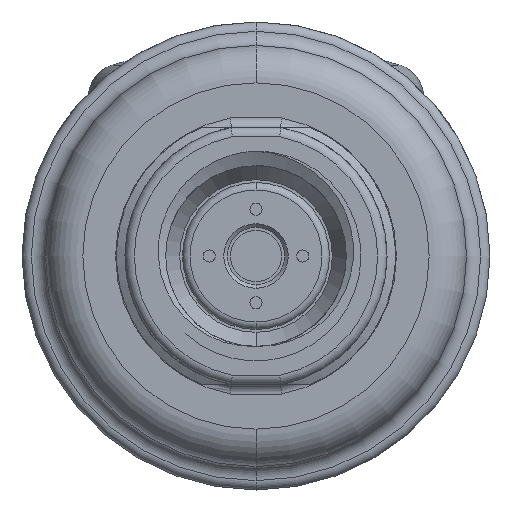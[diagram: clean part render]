
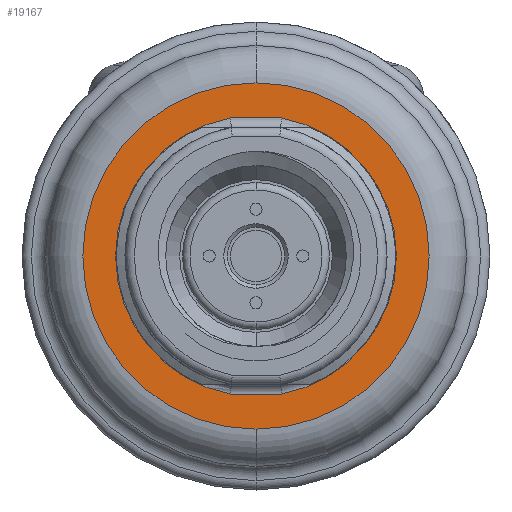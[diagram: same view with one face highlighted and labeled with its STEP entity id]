
A CAD part, front view. The second image highlights one B-rep face of the part: STEP entity #19167.
In plain terms, the highlighted planar face has unit normal (0, -1, 0).
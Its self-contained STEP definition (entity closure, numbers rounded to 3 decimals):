
#3907=CARTESIAN_POINT('',(0.,-3.,0.));
#3908=DIRECTION('',(0.,-1.,0.));
#3909=DIRECTION('',(0.,0.,-1.));
#3910=AXIS2_PLACEMENT_3D('',#3907,#3908,#3909);
#3912=CARTESIAN_POINT('',(0.,-3.,0.));
#3913=DIRECTION('',(0.,-1.,0.));
#3914=DIRECTION('',(0.,0.,1.));
#3915=AXIS2_PLACEMENT_3D('',#3912,#3913,#3914);
#3917=CARTESIAN_POINT('',(0.,-3.,0.));
#3918=DIRECTION('',(0.,-1.,0.));
#3919=DIRECTION('',(-0.182,0.,0.983));
#3920=AXIS2_PLACEMENT_3D('',#3917,#3918,#3919);
#3922=DIRECTION('',(1.,0.,0.));
#3923=VECTOR('',#3922,5.454);
#3924=CARTESIAN_POINT('',(-2.727,-3.,-14.75));
#3925=LINE('',#3924,#3923);
#3926=CARTESIAN_POINT('',(0.,-3.,0.));
#3927=DIRECTION('',(0.,-1.,0.));
#3928=DIRECTION('',(0.182,0.,-0.983));
#3929=AXIS2_PLACEMENT_3D('',#3926,#3927,#3928);
#3931=DIRECTION('',(-1.,0.,0.));
#3932=VECTOR('',#3931,5.454);
#3933=CARTESIAN_POINT('',(2.727,-3.,14.75));
#3934=LINE('',#3933,#3932);
#15693=CARTESIAN_POINT('',(-2.727,-3.,14.75));
#15694=CARTESIAN_POINT('',(-2.727,-3.,-14.75));
#15695=VERTEX_POINT('',#15693);
#15696=VERTEX_POINT('',#15694);
#15701=CARTESIAN_POINT('',(2.727,-3.,-14.75));
#15702=CARTESIAN_POINT('',(2.727,-3.,14.75));
#15703=VERTEX_POINT('',#15701);
#15704=VERTEX_POINT('',#15702);
#15953=CARTESIAN_POINT('',(0.,-3.,-18.5));
#15954=CARTESIAN_POINT('',(0.,-3.,18.5));
#15955=VERTEX_POINT('',#15953);
#15956=VERTEX_POINT('',#15954);
#19147=CARTESIAN_POINT('',(0.,-3.,0.));
#19148=DIRECTION('',(0.,-1.,0.));
#19149=DIRECTION('',(0.,0.,1.));
#19150=AXIS2_PLACEMENT_3D('',#19147,#19148,#19149);
#19151=PLANE('',#19150);
#19153=ORIENTED_EDGE('',*,*,#19152,.F.);
#19155=ORIENTED_EDGE('',*,*,#19154,.F.);
#19156=EDGE_LOOP('',(#19153,#19155));
#19157=FACE_OUTER_BOUND('',#19156,.F.);
#19158=ORIENTED_EDGE('',*,*,#19137,.T.);
#19160=ORIENTED_EDGE('',*,*,#19159,.T.);
#19162=ORIENTED_EDGE('',*,*,#19161,.T.);
#19164=ORIENTED_EDGE('',*,*,#19163,.T.);
#19165=EDGE_LOOP('',(#19158,#19160,#19162,#19164));
#19166=FACE_BOUND('',#19165,.F.);
#19167=ADVANCED_FACE('',(#19157,#19166),#19151,.T.);
#3911=CIRCLE('',#3910,18.5);
#3916=CIRCLE('',#3915,18.5);
#3921=CIRCLE('',#3920,15.);
#3930=CIRCLE('',#3929,15.);
#19137=EDGE_CURVE('',#15695,#15696,#3921,.T.);
#19152=EDGE_CURVE('',#15955,#15956,#3911,.T.);
#19154=EDGE_CURVE('',#15956,#15955,#3916,.T.);
#19159=EDGE_CURVE('',#15696,#15703,#3925,.T.);
#19161=EDGE_CURVE('',#15703,#15704,#3930,.T.);
#19163=EDGE_CURVE('',#15704,#15695,#3934,.T.);
